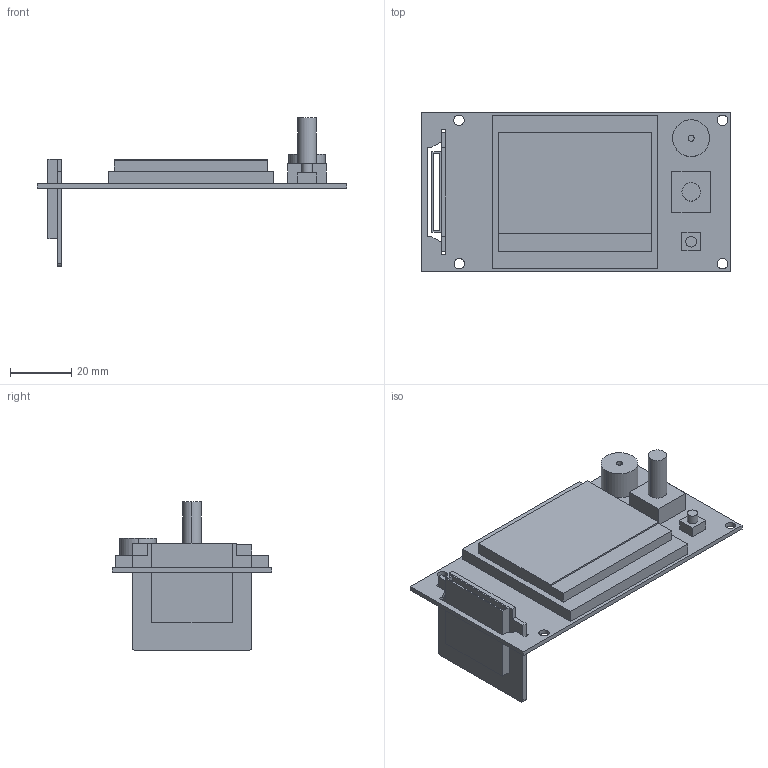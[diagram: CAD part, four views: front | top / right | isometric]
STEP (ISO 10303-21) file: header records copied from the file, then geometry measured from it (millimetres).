
FILE_DESCRIPTION (( 'STEP AP214' ), '1' );
FILE_NAME ('MKS MINI12864 V1.STEP', '2018-12-25T07:12:46', ( '' ), ( '' ), 'SwSTEP 2.0', 'SolidWorks 2018', '' );
FILE_SCHEMA (( 'AUTOMOTIVE_DESIGN' ));
Length unit declared in the file: millimetre
Products named in the file (1): MKS MINI12864 V1
Bounding box: 101 x 52.2 x 48.5 mm (x, y, z)
Volume: 31446.4 mm3; surface area: 19152.8 mm2
Topology: 2 solids, 2 shells, 82 faces, 214 edges, 140 vertices
Faces by surface type: plane 64, cylinder 18
Entity records: 2686 total; most frequent: CARTESIAN_POINT 437, ORIENTED_EDGE 428, DIRECTION 416, EDGE_CURVE 214, VECTOR 178, LINE 178, VERTEX_POINT 140, AXIS2_PLACEMENT_3D 119
